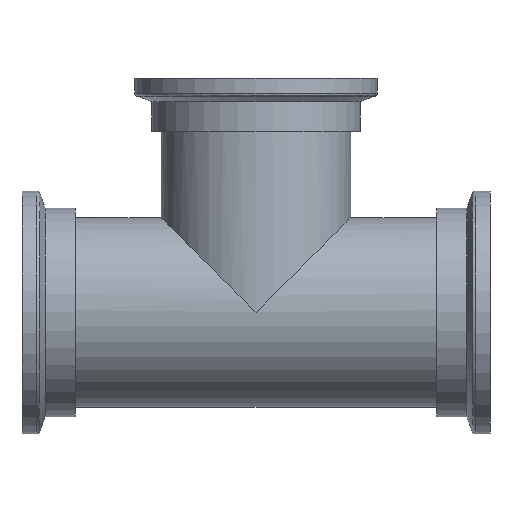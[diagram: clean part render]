
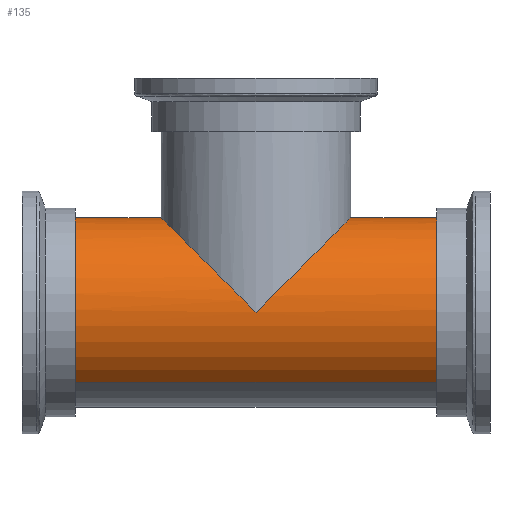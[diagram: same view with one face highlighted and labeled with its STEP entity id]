
A CAD part, front view. The second image highlights one B-rep face of the part: STEP entity #135.
In plain terms, the highlighted cylindrical face has radius 44.55 mm (diameter 89.1 mm), a partial arc.
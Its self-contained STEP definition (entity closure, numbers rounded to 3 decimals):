
#135=ADVANCED_FACE('',(#213,#214),#212,.T.);
#212=CYLINDRICAL_SURFACE('',#478,44.55);
#213=FACE_OUTER_BOUND('',#479,.T.);
#214=FACE_BOUND('',#480,.T.);
#475=CARTESIAN_POINT('',(0.,0.,0.));
#476=DIRECTION('',(1.,0.,0.));
#477=DIRECTION('',(0.,0.,-1.));
#478=AXIS2_PLACEMENT_3D('',#475,#476,#477);
#479=EDGE_LOOP('',(#690,#691,#692,#693,#694,#695));
#480=EDGE_LOOP('',(#696,#697,#698,#699));
#690=ORIENTED_EDGE('',*,*,#792,.T.);
#691=ORIENTED_EDGE('',*,*,#794,.T.);
#692=ORIENTED_EDGE('',*,*,#814,.F.);
#693=ORIENTED_EDGE('',*,*,#798,.F.);
#694=ORIENTED_EDGE('',*,*,#800,.F.);
#695=ORIENTED_EDGE('',*,*,#815,.T.);
#696=ORIENTED_EDGE('',*,*,#816,.F.);
#697=ORIENTED_EDGE('',*,*,#817,.F.);
#698=ORIENTED_EDGE('',*,*,#818,.F.);
#699=ORIENTED_EDGE('',*,*,#819,.F.);
#792=EDGE_CURVE('',#858,#859,#860,.T.);
#794=EDGE_CURVE('',#859,#866,#873,.T.);
#798=EDGE_CURVE('',#900,#901,#902,.T.);
#800=EDGE_CURVE('',#908,#900,#915,.T.);
#814=EDGE_CURVE('',#901,#866,#1010,.T.);
#815=EDGE_CURVE('',#908,#858,#1016,.T.);
#816=EDGE_CURVE('',#1022,#1023,#1024,.T.);
#817=EDGE_CURVE('',#1030,#1022,#1031,.T.);
#818=EDGE_CURVE('',#1037,#1030,#1038,.T.);
#819=EDGE_CURVE('',#1023,#1037,#1044,.T.);
#858=VERTEX_POINT('',#1298);
#859=VERTEX_POINT('',#1299);
#860=CIRCLE('',#1303,44.55);
#866=VERTEX_POINT('',#1304);
#873=CIRCLE('',#1312,44.55);
#900=VERTEX_POINT('',#1328);
#901=VERTEX_POINT('',#1329);
#902=CIRCLE('',#1333,44.55);
#908=VERTEX_POINT('',#1334);
#915=CIRCLE('',#1342,44.55);
#1010=(BOUNDED_CURVE() B_SPLINE_CURVE(1,(#1398,#1399),.UNSPECIFIED.,.F.,.F.) B_SPLINE_CURVE_WITH_KNOTS((2,2),(0.05,0.95),.UNSPECIFIED.) CURVE() GEOMETRIC_REPRESENTATION_ITEM() RATIONAL_B_SPLINE_CURVE((1.,1.)) REPRESENTATION_ITEM('') );
#1016=(BOUNDED_CURVE() B_SPLINE_CURVE(1,(#1400,#1401),.UNSPECIFIED.,.F.,.F.) B_SPLINE_CURVE_WITH_KNOTS((2,2),(0.05,0.95),.UNSPECIFIED.) CURVE() GEOMETRIC_REPRESENTATION_ITEM() RATIONAL_B_SPLINE_CURVE((0.768,0.768)) REPRESENTATION_ITEM('') );
#1022=VERTEX_POINT('',#1402);
#1023=VERTEX_POINT('',#1403);
#1024=(BOUNDED_CURVE() B_SPLINE_CURVE(2,(#1404,#1405,#1406),.UNSPECIFIED.,.F.,.F.) B_SPLINE_CURVE_WITH_KNOTS((3,3),(3.142,4.712),.UNSPECIFIED.) CURVE() GEOMETRIC_REPRESENTATION_ITEM() RATIONAL_B_SPLINE_CURVE((1.,0.707,1.)) REPRESENTATION_ITEM('') );
#1030=VERTEX_POINT('',#1407);
#1031=(BOUNDED_CURVE() B_SPLINE_CURVE(2,(#1408,#1409,#1410),.UNSPECIFIED.,.F.,.F.) B_SPLINE_CURVE_WITH_KNOTS((3,3),(1.571,3.142),.UNSPECIFIED.) CURVE() GEOMETRIC_REPRESENTATION_ITEM() RATIONAL_B_SPLINE_CURVE((1.,0.707,1.)) REPRESENTATION_ITEM('') );
#1037=VERTEX_POINT('',#1411);
#1038=(BOUNDED_CURVE() B_SPLINE_CURVE(2,(#1412,#1413,#1414),.UNSPECIFIED.,.F.,.F.) B_SPLINE_CURVE_WITH_KNOTS((3,3),(3.142,4.712),.UNSPECIFIED.) CURVE() GEOMETRIC_REPRESENTATION_ITEM() RATIONAL_B_SPLINE_CURVE((1.,0.707,1.)) REPRESENTATION_ITEM('') );
#1044=(BOUNDED_CURVE() B_SPLINE_CURVE(2,(#1415,#1416,#1417),.UNSPECIFIED.,.F.,.F.) B_SPLINE_CURVE_WITH_KNOTS((3,3),(1.571,3.142),.UNSPECIFIED.) CURVE() GEOMETRIC_REPRESENTATION_ITEM() RATIONAL_B_SPLINE_CURVE((1.,0.707,1.)) REPRESENTATION_ITEM('') );
#1298=CARTESIAN_POINT('',(90.,-30.047,-32.892));
#1299=CARTESIAN_POINT('',(90.,0.,44.55));
#1300=CARTESIAN_POINT('',(90.,0.,0.));
#1301=DIRECTION('',(-1.,0.,0.));
#1302=DIRECTION('',(0.,0.,1.));
#1303=AXIS2_PLACEMENT_3D('',#1300,#1301,#1302);
#1304=CARTESIAN_POINT('',(90.,0.,-44.55));
#1309=CARTESIAN_POINT('',(90.,0.,0.));
#1310=DIRECTION('',(-1.,0.,0.));
#1311=DIRECTION('',(0.,0.,1.));
#1312=AXIS2_PLACEMENT_3D('',#1309,#1310,#1311);
#1328=CARTESIAN_POINT('',(-90.,0.,44.55));
#1329=CARTESIAN_POINT('',(-90.,0.,-44.55));
#1330=CARTESIAN_POINT('',(-90.,0.,0.));
#1331=DIRECTION('',(-1.,0.,0.));
#1332=DIRECTION('',(0.,0.,1.));
#1333=AXIS2_PLACEMENT_3D('',#1330,#1331,#1332);
#1334=CARTESIAN_POINT('',(-90.,-30.047,-32.892));
#1339=CARTESIAN_POINT('',(-90.,0.,0.));
#1340=DIRECTION('',(-1.,0.,0.));
#1341=DIRECTION('',(0.,0.,1.));
#1342=AXIS2_PLACEMENT_3D('',#1339,#1340,#1341);
#1398=CARTESIAN_POINT('',(-90.,0.,-44.55));
#1399=CARTESIAN_POINT('',(90.,0.,-44.55));
#1400=CARTESIAN_POINT('',(-90.,-30.047,-32.892));
#1401=CARTESIAN_POINT('',(90.,-30.047,-32.892));
#1402=CARTESIAN_POINT('',(-44.55,0.,44.55));
#1403=CARTESIAN_POINT('',(0.,-44.55,0.));
#1404=CARTESIAN_POINT('',(-44.55,0.,44.55));
#1405=CARTESIAN_POINT('',(-44.55,-44.55,44.55));
#1406=CARTESIAN_POINT('',(0.,-44.55,0.));
#1407=CARTESIAN_POINT('',(0.,44.55,0.));
#1408=CARTESIAN_POINT('',(0.,44.55,0.));
#1409=CARTESIAN_POINT('',(-44.55,44.55,44.55));
#1410=CARTESIAN_POINT('',(-44.55,0.,44.55));
#1411=CARTESIAN_POINT('',(44.55,0.,44.55));
#1412=CARTESIAN_POINT('',(44.55,0.,44.55));
#1413=CARTESIAN_POINT('',(44.55,44.55,44.55));
#1414=CARTESIAN_POINT('',(0.,44.55,0.));
#1415=CARTESIAN_POINT('',(0.,-44.55,0.));
#1416=CARTESIAN_POINT('',(44.55,-44.55,44.55));
#1417=CARTESIAN_POINT('',(44.55,0.,44.55));
